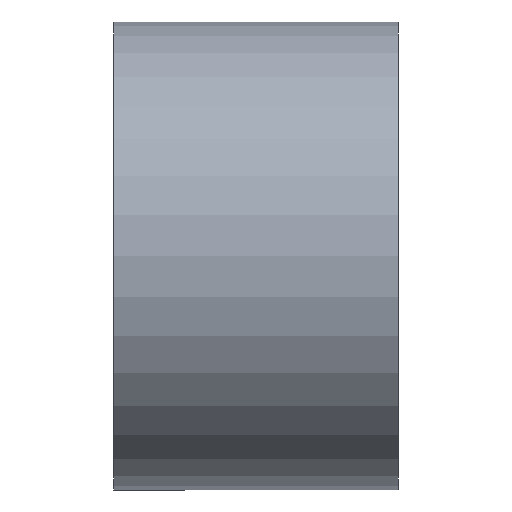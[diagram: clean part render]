
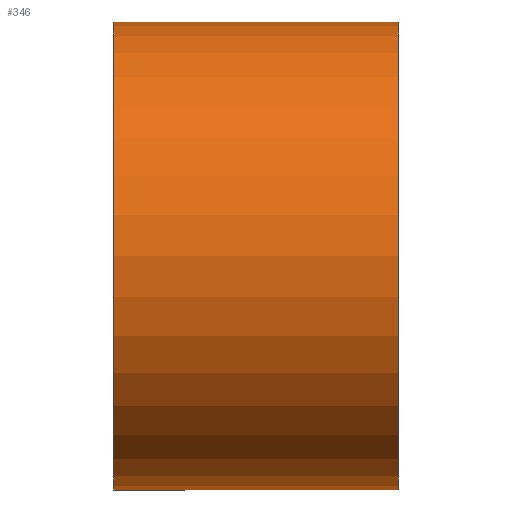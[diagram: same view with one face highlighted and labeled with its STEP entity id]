
A CAD part, left-side view. The second image highlights one B-rep face of the part: STEP entity #346.
In plain terms, the highlighted cylindrical face has radius 25.4 mm (diameter 50.8 mm), a partial arc.
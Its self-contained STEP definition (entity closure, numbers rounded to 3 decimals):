
#14 = CARTESIAN_POINT ( 'NONE',  ( 0., 30.9, 0. ) ) ;
#32 = ORIENTED_EDGE ( 'NONE', *, *, #513, .F. ) ;
#34 = AXIS2_PLACEMENT_3D ( 'NONE', #14, #204, #156 ) ;
#81 = AXIS2_PLACEMENT_3D ( 'NONE', #228, #318, #581 ) ;
#83 = ORIENTED_EDGE ( 'NONE', *, *, #493, .F. ) ;
#99 = DIRECTION ( 'NONE',  ( 0., 1., 0. ) ) ;
#122 = AXIS2_PLACEMENT_3D ( 'NONE', #431, #99, #532 ) ;
#138 = CARTESIAN_POINT ( 'NONE',  ( 0., 30.9, 25.4 ) ) ;
#156 = DIRECTION ( 'NONE',  ( 0., 0., 1. ) ) ;
#168 = EDGE_CURVE ( 'NONE', #301, #522, #425, .T. ) ;
#204 = DIRECTION ( 'NONE',  ( 0., 1., 0. ) ) ;
#228 = CARTESIAN_POINT ( 'NONE',  ( 0., 0., 0. ) ) ;
#301 = VERTEX_POINT ( 'NONE', #498 ) ;
#311 = VERTEX_POINT ( 'NONE', #138 ) ;
#318 = DIRECTION ( 'NONE',  ( 0., 1., 0. ) ) ;
#327 = ORIENTED_EDGE ( 'NONE', *, *, #168, .T. ) ;
#331 = ORIENTED_EDGE ( 'NONE', *, *, #372, .T. ) ;
#335 = CARTESIAN_POINT ( 'NONE',  ( 0., 161.376, 25.4 ) ) ;
#346 = ADVANCED_FACE ( 'NONE', ( #531 ), #485, .T. ) ;
#372 = EDGE_CURVE ( 'NONE', #522, #311, #382, .T. ) ;
#382 = LINE ( 'NONE', #335, #454 ) ;
#425 = CIRCLE ( 'NONE', #81, 25.4 ) ;
#431 = CARTESIAN_POINT ( 'NONE',  ( 0., 161.376, 0. ) ) ;
#435 = CIRCLE ( 'NONE', #34, 25.4 ) ;
#436 = DIRECTION ( 'NONE',  ( 0., 1., 0. ) ) ;
#441 = DIRECTION ( 'NONE',  ( 0., 1., 0. ) ) ;
#454 = VECTOR ( 'NONE', #436, 1000. ) ;
#456 = VECTOR ( 'NONE', #441, 1000. ) ;
#468 = VERTEX_POINT ( 'NONE', #495 ) ;
#485 = CYLINDRICAL_SURFACE ( 'NONE', #122, 25.4 ) ;
#493 = EDGE_CURVE ( 'NONE', #468, #311, #435, .T. ) ;
#495 = CARTESIAN_POINT ( 'NONE',  ( 0., 30.9, -25.4 ) ) ;
#498 = CARTESIAN_POINT ( 'NONE',  ( 0., 0., -25.4 ) ) ;
#513 = EDGE_CURVE ( 'NONE', #301, #468, #559, .T. ) ;
#522 = VERTEX_POINT ( 'NONE', #552 ) ;
#531 = FACE_OUTER_BOUND ( 'NONE', #615, .T. ) ;
#532 = DIRECTION ( 'NONE',  ( 0., 0., 1. ) ) ;
#536 = CARTESIAN_POINT ( 'NONE',  ( 0., 161.376, -25.4 ) ) ;
#552 = CARTESIAN_POINT ( 'NONE',  ( 0., 0., 25.4 ) ) ;
#559 = LINE ( 'NONE', #536, #456 ) ;
#581 = DIRECTION ( 'NONE',  ( 0., 0., 1. ) ) ;
#615 = EDGE_LOOP ( 'NONE', ( #32, #327, #331, #83 ) ) ;
